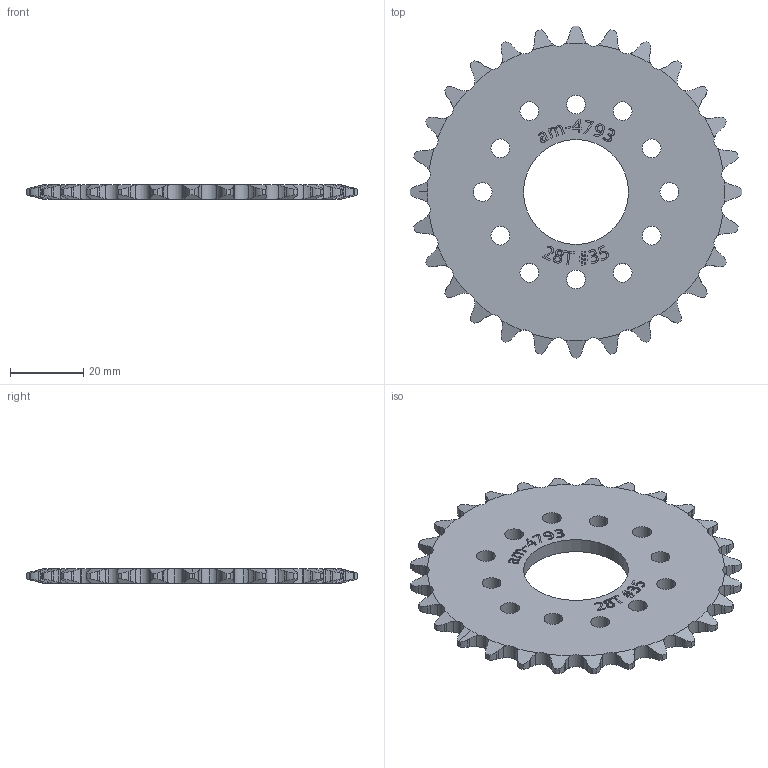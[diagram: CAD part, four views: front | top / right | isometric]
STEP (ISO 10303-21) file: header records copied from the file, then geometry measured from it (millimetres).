
FILE_DESCRIPTION (( 'STEP AP203' ), '1' );
FILE_NAME ('am-4793 28T 35 Chain 1125in Plate.STEP', '2022-08-02T13:46:00', ( '' ), ( '' ), 'SwSTEP 2.0', 'SolidWorks 2022', '' );
FILE_SCHEMA (( 'CONFIG_CONTROL_DESIGN' ));
Length unit declared in the file: inch
Products named in the file (1): am-4793 28T 35 Chain 1125in Plate
Bounding box: 90.38 x 90.38 x 3.99 mm (x, y, z)
Volume: 18280 mm3; surface area: 11847.6 mm2
Topology: 1 solids, 1 shells, 562 faces, 1622 edges, 1081 vertices
Faces by surface type: cylinder 209, plane 199, bspline 96, cone 58
Entity records: 23738 total; most frequent: CARTESIAN_POINT 10178, ORIENTED_EDGE 3244, DIRECTION 2137, EDGE_CURVE 1622, VERTEX_POINT 1081, VECTOR 729, LINE 729, AXIS2_PLACEMENT_3D 704
